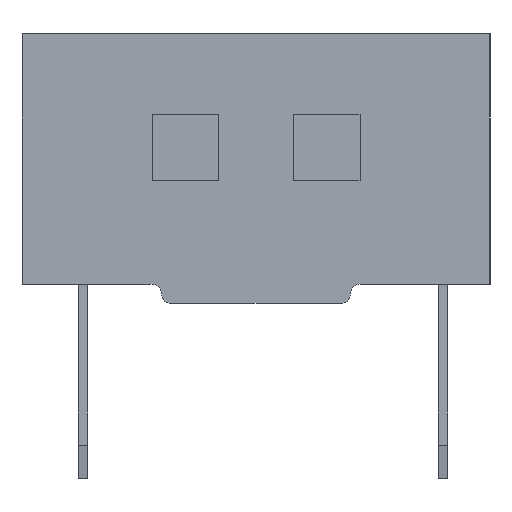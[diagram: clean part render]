
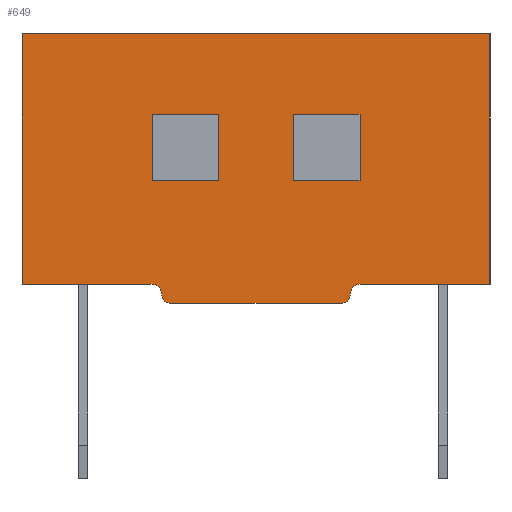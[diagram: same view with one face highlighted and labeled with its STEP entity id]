
A CAD part, left-side view. The second image highlights one B-rep face of the part: STEP entity #649.
In plain terms, the highlighted planar face has unit normal (-1, 0, 0).
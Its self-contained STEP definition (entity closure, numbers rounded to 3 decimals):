
#649 = ADVANCED_FACE( '', ( #1319, #1320, #1321 ), #1322, .F. );
#1319 = FACE_BOUND( '', #2046, .T. );
#1320 = FACE_BOUND( '', #2047, .T. );
#1321 = FACE_OUTER_BOUND( '', #2048, .T. );
#1322 = PLANE( '', #2049 );
#2046 = EDGE_LOOP( '', ( #3771, #3772, #3773, #3774 ) );
#2047 = EDGE_LOOP( '', ( #3775, #3776, #3777, #3778 ) );
#2048 = EDGE_LOOP( '', ( #3779, #3780, #3781, #3782, #3783, #3784, #3785, #3786, #3787, #3788 ) );
#2049 = AXIS2_PLACEMENT_3D( '', #3789, #3790, #3791 );
#3771 = ORIENTED_EDGE( '', *, *, #5031, .F. );
#3772 = ORIENTED_EDGE( '', *, *, #5181, .F. );
#3773 = ORIENTED_EDGE( '', *, *, #5182, .F. );
#3774 = ORIENTED_EDGE( '', *, *, #4500, .F. );
#3775 = ORIENTED_EDGE( '', *, *, #5058, .F. );
#3776 = ORIENTED_EDGE( '', *, *, #5044, .F. );
#3777 = ORIENTED_EDGE( '', *, *, #5122, .F. );
#3778 = ORIENTED_EDGE( '', *, *, #5183, .F. );
#3779 = ORIENTED_EDGE( '', *, *, #4613, .T. );
#3780 = ORIENTED_EDGE( '', *, *, #5168, .T. );
#3781 = ORIENTED_EDGE( '', *, *, #5131, .T. );
#3782 = ORIENTED_EDGE( '', *, *, #5005, .F. );
#3783 = ORIENTED_EDGE( '', *, *, #4527, .T. );
#3784 = ORIENTED_EDGE( '', *, *, #5184, .T. );
#3785 = ORIENTED_EDGE( '', *, *, #4953, .T. );
#3786 = ORIENTED_EDGE( '', *, *, #5147, .F. );
#3787 = ORIENTED_EDGE( '', *, *, #5185, .F. );
#3788 = ORIENTED_EDGE( '', *, *, #5186, .T. );
#3789 = CARTESIAN_POINT( '', ( -5.58, 4.95, 5.3 ) );
#3790 = DIRECTION( '', ( 1., 0., 0. ) );
#3791 = DIRECTION( '', ( 0., 0., -1. ) );
#4500 = EDGE_CURVE( '', #5314, #5315, #5316, .T. );
#4527 = EDGE_CURVE( '', #5364, #5362, #5365, .F. );
#4613 = EDGE_CURVE( '', #5519, #5517, #5520, .T. );
#4953 = EDGE_CURVE( '', #6065, #6063, #6066, .T. );
#5005 = EDGE_CURVE( '', #5364, #6141, #6142, .T. );
#5031 = EDGE_CURVE( '', #6175, #5314, #6176, .T. );
#5044 = EDGE_CURVE( '', #6193, #6194, #6195, .T. );
#5058 = EDGE_CURVE( '', #6194, #6217, #6218, .T. );
#5122 = EDGE_CURVE( '', #6300, #6193, #6301, .T. );
#5131 = EDGE_CURVE( '', #6314, #6141, #6315, .F. );
#5147 = EDGE_CURVE( '', #6333, #6063, #6335, .T. );
#5168 = EDGE_CURVE( '', #5517, #6314, #6361, .T. );
#5181 = EDGE_CURVE( '', #6375, #6175, #6376, .T. );
#5182 = EDGE_CURVE( '', #5315, #6375, #6377, .T. );
#5183 = EDGE_CURVE( '', #6217, #6300, #6378, .T. );
#5184 = EDGE_CURVE( '', #5362, #6065, #6379, .T. );
#5185 = EDGE_CURVE( '', #6380, #6333, #6381, .T. );
#5186 = EDGE_CURVE( '', #6380, #5519, #6382, .T. );
#5314 = VERTEX_POINT( '', #6522 );
#5315 = VERTEX_POINT( '', #6523 );
#5316 = LINE( '', #6524, #6525 );
#5362 = VERTEX_POINT( '', #6590 );
#5364 = VERTEX_POINT( '', #6593 );
#5365 = CIRCLE( '', #6594, 0.2 );
#5517 = VERTEX_POINT( '', #6854 );
#5519 = VERTEX_POINT( '', #6857 );
#5520 = LINE( '', #6858, #6859 );
#6063 = VERTEX_POINT( '', #7775 );
#6065 = VERTEX_POINT( '', #7778 );
#6066 = LINE( '', #7779, #7780 );
#6141 = VERTEX_POINT( '', #7923 );
#6142 = LINE( '', #7924, #7925 );
#6175 = VERTEX_POINT( '', #7973 );
#6176 = LINE( '', #7974, #7975 );
#6193 = VERTEX_POINT( '', #8000 );
#6194 = VERTEX_POINT( '', #8001 );
#6195 = LINE( '', #8002, #8003 );
#6217 = VERTEX_POINT( '', #8067 );
#6218 = LINE( '', #8068, #8069 );
#6300 = VERTEX_POINT( '', #8193 );
#6301 = LINE( '', #8194, #8195 );
#6314 = VERTEX_POINT( '', #8214 );
#6315 = CIRCLE( '', #8215, 0.2 );
#6333 = VERTEX_POINT( '', #8255 );
#6335 = LINE( '', #8258, #8259 );
#6361 = CIRCLE( '', #8297, 0.2 );
#6375 = VERTEX_POINT( '', #8319 );
#6376 = LINE( '', #8320, #8321 );
#6377 = LINE( '', #8322, #8323 );
#6378 = LINE( '', #8324, #8325 );
#6379 = CIRCLE( '', #8326, 0.2 );
#6380 = VERTEX_POINT( '', #8327 );
#6381 = LINE( '', #8328, #8329 );
#6382 = LINE( '', #8330, #8331 );
#6522 = CARTESIAN_POINT( '', ( -5.58, 2.2, 2.2 ) );
#6523 = CARTESIAN_POINT( '', ( -5.58, 0.8, 2.2 ) );
#6524 = CARTESIAN_POINT( '', ( -5.58, 2.2, 2.2 ) );
#6525 = VECTOR( '', #8620, 1000. );
#6590 = CARTESIAN_POINT( '', ( -5.58, -2., -0.2 ) );
#6593 = CARTESIAN_POINT( '', ( -5.58, -1.8, -0.4 ) );
#6594 = AXIS2_PLACEMENT_3D( '', #8638, #8639, #8640 );
#6854 = CARTESIAN_POINT( '', ( -5.58, 2.2, 0. ) );
#6857 = CARTESIAN_POINT( '', ( -5.58, 4.95, 0. ) );
#6858 = CARTESIAN_POINT( '', ( -5.58, 4.95, 0. ) );
#6859 = VECTOR( '', #8698, 1000. );
#7775 = CARTESIAN_POINT( '', ( -5.58, -4.95, 0. ) );
#7778 = CARTESIAN_POINT( '', ( -5.58, -2.2, 0. ) );
#7779 = CARTESIAN_POINT( '', ( -5.58, 4.95, 0. ) );
#7780 = VECTOR( '', #8944, 1000. );
#7923 = CARTESIAN_POINT( '', ( -5.58, 1.8, -0.4 ) );
#7924 = CARTESIAN_POINT( '', ( -5.58, -2., -0.4 ) );
#7925 = VECTOR( '', #8985, 1000. );
#7973 = CARTESIAN_POINT( '', ( -5.58, 2.2, 3.6 ) );
#7974 = CARTESIAN_POINT( '', ( -5.58, 2.2, 3.6 ) );
#7975 = VECTOR( '', #9002, 1000. );
#8000 = CARTESIAN_POINT( '', ( -5.58, -0.8, 2.2 ) );
#8001 = CARTESIAN_POINT( '', ( -5.58, -2.2, 2.2 ) );
#8002 = CARTESIAN_POINT( '', ( -5.58, -0.8, 2.2 ) );
#8003 = VECTOR( '', #9008, 1000. );
#8067 = CARTESIAN_POINT( '', ( -5.58, -2.2, 3.6 ) );
#8068 = CARTESIAN_POINT( '', ( -5.58, -2.2, 2.2 ) );
#8069 = VECTOR( '', #9015, 1000. );
#8193 = CARTESIAN_POINT( '', ( -5.58, -0.8, 3.6 ) );
#8194 = CARTESIAN_POINT( '', ( -5.58, -0.8, 3.6 ) );
#8195 = VECTOR( '', #9059, 1000. );
#8214 = CARTESIAN_POINT( '', ( -5.58, 2., -0.2 ) );
#8215 = AXIS2_PLACEMENT_3D( '', #9066, #9067, #9068 );
#8255 = CARTESIAN_POINT( '', ( -5.58, -4.95, 5.3 ) );
#8258 = CARTESIAN_POINT( '', ( -5.58, -4.95, 5.3 ) );
#8259 = VECTOR( '', #9074, 1000. );
#8297 = AXIS2_PLACEMENT_3D( '', #9086, #9087, #9088 );
#8319 = CARTESIAN_POINT( '', ( -5.58, 0.8, 3.6 ) );
#8320 = CARTESIAN_POINT( '', ( -5.58, 0.8, 3.6 ) );
#8321 = VECTOR( '', #9093, 1000. );
#8322 = CARTESIAN_POINT( '', ( -5.58, 0.8, 2.2 ) );
#8323 = VECTOR( '', #9094, 1000. );
#8324 = CARTESIAN_POINT( '', ( -5.58, -2.2, 3.6 ) );
#8325 = VECTOR( '', #9095, 1000. );
#8326 = AXIS2_PLACEMENT_3D( '', #9096, #9097, #9098 );
#8327 = CARTESIAN_POINT( '', ( -5.58, 4.95, 5.3 ) );
#8328 = CARTESIAN_POINT( '', ( -5.58, 4.95, 5.3 ) );
#8329 = VECTOR( '', #9099, 1000. );
#8330 = CARTESIAN_POINT( '', ( -5.58, 4.95, 5.3 ) );
#8331 = VECTOR( '', #9100, 1000. );
#8620 = DIRECTION( '', ( 0., -1., 0. ) );
#8638 = CARTESIAN_POINT( '', ( -5.58, -1.8, -0.2 ) );
#8639 = DIRECTION( '', ( 1., 0., 0. ) );
#8640 = DIRECTION( '', ( 0., 0., -1. ) );
#8698 = DIRECTION( '', ( 0., -1., 0. ) );
#8944 = DIRECTION( '', ( 0., -1., 0. ) );
#8985 = DIRECTION( '', ( 0., 1., 0. ) );
#9002 = DIRECTION( '', ( 0., 0., -1. ) );
#9008 = DIRECTION( '', ( 0., -1., 0. ) );
#9015 = DIRECTION( '', ( 0., 0., 1. ) );
#9059 = DIRECTION( '', ( 0., 0., -1. ) );
#9066 = CARTESIAN_POINT( '', ( -5.58, 1.8, -0.2 ) );
#9067 = DIRECTION( '', ( 1., 0., 0. ) );
#9068 = DIRECTION( '', ( 0., 0., -1. ) );
#9074 = DIRECTION( '', ( 0., 0., -1. ) );
#9086 = CARTESIAN_POINT( '', ( -5.58, 2.2, -0.2 ) );
#9087 = DIRECTION( '', ( 1., 0., 0. ) );
#9088 = DIRECTION( '', ( 0., 0., -1. ) );
#9093 = DIRECTION( '', ( 0., 1., 0. ) );
#9094 = DIRECTION( '', ( 0., 0., 1. ) );
#9095 = DIRECTION( '', ( 0., 1., 0. ) );
#9096 = CARTESIAN_POINT( '', ( -5.58, -2.2, -0.2 ) );
#9097 = DIRECTION( '', ( 1., 0., 0. ) );
#9098 = DIRECTION( '', ( 0., 0., -1. ) );
#9099 = DIRECTION( '', ( 0., -1., 0. ) );
#9100 = DIRECTION( '', ( 0., 0., -1. ) );
